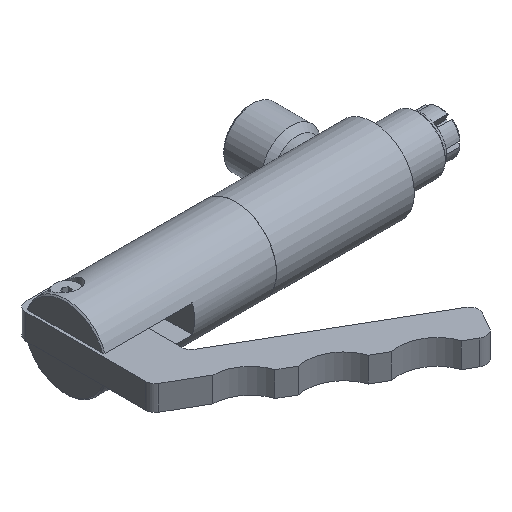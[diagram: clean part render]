
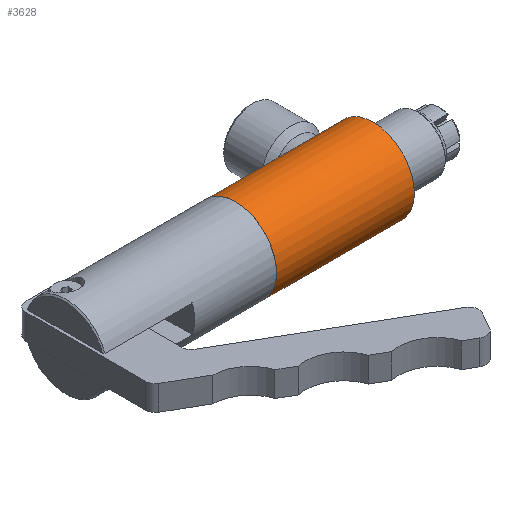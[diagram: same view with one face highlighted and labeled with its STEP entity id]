
A CAD part, isometric view. The second image highlights one B-rep face of the part: STEP entity #3628.
In plain terms, the highlighted cylindrical face has radius 13.462 mm (diameter 26.924 mm), a full revolution.
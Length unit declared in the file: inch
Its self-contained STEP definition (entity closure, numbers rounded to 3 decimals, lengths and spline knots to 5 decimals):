
#141=B_SPLINE_CURVE_WITH_KNOTS('',3,(#6426,#6427,#6428,#6429,#6430,#6431,
#6432,#6433,#6434,#6435,#6436,#6437,#6438,#6439,#6440,#6441,#6442,#6443,
#6444,#6445,#6446,#6447,#6448,#6449,#6450,#6451),.UNSPECIFIED.,.F.,.F.,
(4,2,2,2,2,2,2,2,2,2,2,2,4),(0.,0.29456,0.58913,0.88228,
1.17543,1.46859,1.76174,2.0563,2.35087,
2.64543,2.93999,3.23315,3.5263),
 .UNSPECIFIED.);
#142=B_SPLINE_CURVE_WITH_KNOTS('',3,(#6452,#6453,#6454,#6455,#6456,#6457,
#6458,#6459,#6460,#6461),.UNSPECIFIED.,.F.,.F.,(4,2,2,2,4),(3.5263,
3.81945,4.11261,4.40717,4.70174),
 .UNSPECIFIED.);
#154=FACE_BOUND('',#602,.T.);
#414=FACE_OUTER_BOUND('',#601,.T.);
#601=EDGE_LOOP('',(#3265,#3266,#3267,#3268,#3269,#3270));
#602=EDGE_LOOP('',(#3271,#3272));
#877=LINE('',#6575,#1167);
#1167=VECTOR('',#4849,0.53);
#1358=CIRCLE('',#3966,0.53);
#1359=CIRCLE('',#3967,0.53);
#1360=CIRCLE('',#3969,0.53);
#1361=CIRCLE('',#3970,0.53);
#1657=VERTEX_POINT('',#6423);
#1658=VERTEX_POINT('',#6425);
#1690=VERTEX_POINT('',#6566);
#1691=VERTEX_POINT('',#6567);
#1692=VERTEX_POINT('',#6571);
#1693=VERTEX_POINT('',#6572);
#2180=EDGE_CURVE('',#1658,#1657,#141,.T.);
#2181=EDGE_CURVE('',#1657,#1658,#142,.T.);
#2229=EDGE_CURVE('',#1690,#1691,#1358,.T.);
#2230=EDGE_CURVE('',#1691,#1690,#1359,.T.);
#2231=EDGE_CURVE('',#1692,#1693,#1360,.T.);
#2232=EDGE_CURVE('',#1693,#1692,#1361,.T.);
#2233=EDGE_CURVE('',#1693,#1691,#877,.T.);
#3265=ORIENTED_EDGE('',*,*,#2231,.F.);
#3266=ORIENTED_EDGE('',*,*,#2232,.F.);
#3267=ORIENTED_EDGE('',*,*,#2233,.T.);
#3268=ORIENTED_EDGE('',*,*,#2230,.T.);
#3269=ORIENTED_EDGE('',*,*,#2229,.T.);
#3270=ORIENTED_EDGE('',*,*,#2233,.F.);
#3271=ORIENTED_EDGE('',*,*,#2180,.T.);
#3272=ORIENTED_EDGE('',*,*,#2181,.T.);
#3472=CYLINDRICAL_SURFACE('',#3968,0.53);
#3628=ADVANCED_FACE('',(#414,#154),#3472,.T.);
#3966=AXIS2_PLACEMENT_3D('',#6568,#4839,#4840);
#3967=AXIS2_PLACEMENT_3D('',#6569,#4841,#4842);
#3968=AXIS2_PLACEMENT_3D('',#6570,#4843,#4844);
#3969=AXIS2_PLACEMENT_3D('',#6573,#4845,#4846);
#3970=AXIS2_PLACEMENT_3D('',#6574,#4847,#4848);
#4839=DIRECTION('center_axis',(1.,0.,0.));
#4840=DIRECTION('ref_axis',(0.,1.,0.));
#4841=DIRECTION('center_axis',(1.,0.,0.));
#4842=DIRECTION('ref_axis',(0.,1.,0.));
#4843=DIRECTION('center_axis',(1.,0.,0.));
#4844=DIRECTION('ref_axis',(0.,1.,0.));
#4845=DIRECTION('center_axis',(1.,0.,0.));
#4846=DIRECTION('ref_axis',(0.,1.,0.));
#4847=DIRECTION('center_axis',(1.,0.,0.));
#4848=DIRECTION('ref_axis',(0.,1.,0.));
#4849=DIRECTION('',(-1.,0.,0.));
#6423=CARTESIAN_POINT('',(3.86,0.53,0.));
#6425=CARTESIAN_POINT('',(3.561,0.43761,0.299));
#6426=CARTESIAN_POINT('Ctrl Pts',(3.561,0.43761,0.299));
#6427=CARTESIAN_POINT('Ctrl Pts',(3.52234,0.43761,0.299));
#6428=CARTESIAN_POINT('Ctrl Pts',(3.48197,0.44327,0.29109));
#6429=CARTESIAN_POINT('Ctrl Pts',(3.40871,0.46199,0.26036));
#6430=CARTESIAN_POINT('Ctrl Pts',(3.3757,0.47464,0.23755));
#6431=CARTESIAN_POINT('Ctrl Pts',(3.32357,0.49731,0.18542));
#6432=CARTESIAN_POINT('Ctrl Pts',(3.30068,0.50902,0.15238));
#6433=CARTESIAN_POINT('Ctrl Pts',(3.26987,0.52544,0.07893));
#6434=CARTESIAN_POINT('Ctrl Pts',(3.262,0.53,0.03847));
#6435=CARTESIAN_POINT('Ctrl Pts',(3.262,0.53,-0.03847));
#6436=CARTESIAN_POINT('Ctrl Pts',(3.26987,0.52544,-0.07893));
#6437=CARTESIAN_POINT('Ctrl Pts',(3.30068,0.50902,-0.15238));
#6438=CARTESIAN_POINT('Ctrl Pts',(3.32357,0.49731,-0.18542));
#6439=CARTESIAN_POINT('Ctrl Pts',(3.3757,0.47464,-0.23755));
#6440=CARTESIAN_POINT('Ctrl Pts',(3.40871,0.46199,-0.26036));
#6441=CARTESIAN_POINT('Ctrl Pts',(3.48197,0.44327,-0.29109));
#6442=CARTESIAN_POINT('Ctrl Pts',(3.52234,0.43761,-0.299));
#6443=CARTESIAN_POINT('Ctrl Pts',(3.59966,0.43761,-0.299));
#6444=CARTESIAN_POINT('Ctrl Pts',(3.64003,0.44327,-0.29109));
#6445=CARTESIAN_POINT('Ctrl Pts',(3.71329,0.46199,-0.26036));
#6446=CARTESIAN_POINT('Ctrl Pts',(3.7463,0.47464,-0.23755));
#6447=CARTESIAN_POINT('Ctrl Pts',(3.79843,0.49731,-0.18542));
#6448=CARTESIAN_POINT('Ctrl Pts',(3.82132,0.50902,-0.15238));
#6449=CARTESIAN_POINT('Ctrl Pts',(3.85213,0.52544,-0.07893));
#6450=CARTESIAN_POINT('Ctrl Pts',(3.86,0.53,-0.03847));
#6451=CARTESIAN_POINT('Ctrl Pts',(3.86,0.53,0.));
#6452=CARTESIAN_POINT('Ctrl Pts',(3.86,0.53,0.));
#6453=CARTESIAN_POINT('Ctrl Pts',(3.86,0.53,0.03847));
#6454=CARTESIAN_POINT('Ctrl Pts',(3.85213,0.52544,0.07893));
#6455=CARTESIAN_POINT('Ctrl Pts',(3.82132,0.50902,0.15238));
#6456=CARTESIAN_POINT('Ctrl Pts',(3.79843,0.49731,0.18542));
#6457=CARTESIAN_POINT('Ctrl Pts',(3.7463,0.47464,0.23755));
#6458=CARTESIAN_POINT('Ctrl Pts',(3.71329,0.46199,0.26036));
#6459=CARTESIAN_POINT('Ctrl Pts',(3.64003,0.44327,0.29109));
#6460=CARTESIAN_POINT('Ctrl Pts',(3.59966,0.43761,0.299));
#6461=CARTESIAN_POINT('Ctrl Pts',(3.561,0.43761,0.299));
#6566=CARTESIAN_POINT('',(2.196,0.53,0.));
#6567=CARTESIAN_POINT('',(2.196,-0.53,0.));
#6568=CARTESIAN_POINT('Origin',(2.196,0.,0.));
#6569=CARTESIAN_POINT('Origin',(2.196,0.,0.));
#6570=CARTESIAN_POINT('Origin',(3.08457,0.,0.));
#6571=CARTESIAN_POINT('',(3.97314,0.53,0.));
#6572=CARTESIAN_POINT('',(3.97314,-0.53,0.));
#6573=CARTESIAN_POINT('Origin',(3.97314,0.,0.));
#6574=CARTESIAN_POINT('Origin',(3.97314,0.,0.));
#6575=CARTESIAN_POINT('',(3.08457,-0.53,0.));
